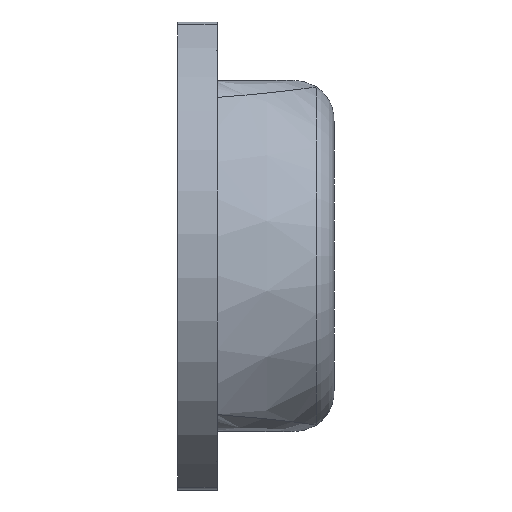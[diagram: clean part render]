
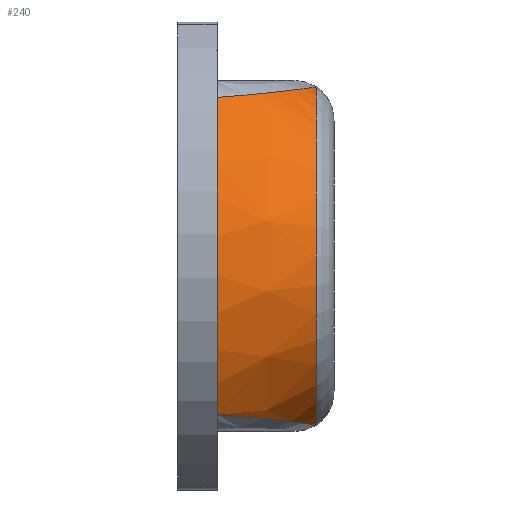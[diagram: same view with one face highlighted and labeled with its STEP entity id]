
A CAD part, left-side view. The second image highlights one B-rep face of the part: STEP entity #240.
In plain terms, the highlighted conical face has half-angle 33.139 degrees and reference radius 9.979 mm.
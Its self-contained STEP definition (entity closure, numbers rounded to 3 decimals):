
#2 = EDGE_CURVE ( 'NONE', #663, #493, #835, .T. ) ;
#107 = EDGE_LOOP ( 'NONE', ( #1360, #389, #368, #991 ) ) ;
#155 = CARTESIAN_POINT ( 'NONE',  ( 0., -5.32, -6.506 ) ) ;
#164 = DIRECTION ( 'NONE',  ( 0., 0., 1. ) ) ;
#174 = CARTESIAN_POINT ( 'NONE',  ( -5.698, -2.433, 6.173 ) ) ;
#219 = CARTESIAN_POINT ( 'NONE',  ( -4.211, -3.709, -6.295 ) ) ;
#220 = CARTESIAN_POINT ( 'NONE',  ( -1.311, -5.193, -6.486 ) ) ;
#223 = CARTESIAN_POINT ( 'NONE',  ( -6.616, -1.5, -6.102 ) ) ;
#240 = ADVANCED_FACE ( 'NONE', ( #678 ), #278, .T. ) ;
#278 = CONICAL_SURFACE ( 'NONE', #416, 9.979, 0.578 ) ;
#333 = EDGE_CURVE ( 'NONE', #493, #1164, #993, .T. ) ;
#348 = DIRECTION ( 'NONE',  ( 0., 1., 0. ) ) ;
#368 = ORIENTED_EDGE ( 'NONE', *, *, #2, .T. ) ;
#389 = ORIENTED_EDGE ( 'NONE', *, *, #968, .T. ) ;
#393 = DIRECTION ( 'NONE',  ( 0., 1., 0. ) ) ;
#397 = CARTESIAN_POINT ( 'NONE',  ( -1.311, -5.193, 6.486 ) ) ;
#411 = CARTESIAN_POINT ( 'NONE',  ( -2.541, -4.72, -6.418 ) ) ;
#415 = CARTESIAN_POINT ( 'NONE',  ( 0., -5.32, -6.506 ) ) ;
#416 = AXIS2_PLACEMENT_3D ( 'NONE', #1051, #393, #164 ) ;
#472 = CARTESIAN_POINT ( 'NONE',  ( -0.659, -5.32, -6.506 ) ) ;
#493 = VERTEX_POINT ( 'NONE', #1400 ) ;
#508 = CARTESIAN_POINT ( 'NONE',  ( -6.616, -1.5, -6.102 ) ) ;
#527 = CARTESIAN_POINT ( 'NONE',  ( -6.616, -1.5, 6.102 ) ) ;
#550 = CARTESIAN_POINT ( 'NONE',  ( -4.211, -3.709, 6.295 ) ) ;
#626 = CARTESIAN_POINT ( 'NONE',  ( -4.719, -3.303, 6.252 ) ) ;
#635 = CARTESIAN_POINT ( 'NONE',  ( -2.541, -4.72, 6.418 ) ) ;
#650 = CARTESIAN_POINT ( 'NONE',  ( 0., -5.32, 6.506 ) ) ;
#663 = VERTEX_POINT ( 'NONE', #415 ) ;
#669 = CARTESIAN_POINT ( 'NONE',  ( -6.616, -1.5, 6.102 ) ) ;
#678 = FACE_OUTER_BOUND ( 'NONE', #107, .T. ) ;
#679 = DIRECTION ( 'NONE',  ( 0., 0., -1. ) ) ;
#724 = B_SPLINE_CURVE_WITH_KNOTS ( 'NONE', 3,
 ( #508, #1447, #1332, #882, #219, #1297, #1073, #411, #1050, #220, #472, #155 ),
 .UNSPECIFIED., .F., .F.,
 ( 4, 2, 2, 2, 2, 4 ),
 ( 0., 0.002, 0.004, 0.005, 0.006, 0.008 ),
 .UNSPECIFIED. ) ;
#741 = CARTESIAN_POINT ( 'NONE',  ( -3.121, -4.416, 6.379 ) ) ;
#792 = CARTESIAN_POINT ( 'NONE',  ( 0., -5.32, 0. ) ) ;
#818 = EDGE_CURVE ( 'NONE', #856, #1164, #1124, .T. ) ;
#835 = CIRCLE ( 'NONE', #1075, 6.506 ) ;
#846 = CARTESIAN_POINT ( 'NONE',  ( -3.399, -4.249, 6.358 ) ) ;
#856 = VERTEX_POINT ( 'NONE', #223 ) ;
#882 = CARTESIAN_POINT ( 'NONE',  ( -4.719, -3.303, -6.252 ) ) ;
#947 = DIRECTION ( 'NONE',  ( 0., 1., 0. ) ) ;
#968 = EDGE_CURVE ( 'NONE', #856, #663, #724, .T. ) ;
#991 = ORIENTED_EDGE ( 'NONE', *, *, #333, .T. ) ;
#993 = B_SPLINE_CURVE_WITH_KNOTS ( 'NONE', 3,
 ( #650, #1090, #397, #1295, #635, #741, #846, #550, #626, #174, #998, #669 ),
 .UNSPECIFIED., .F., .F.,
 ( 4, 2, 2, 2, 2, 4 ),
 ( 0.008, 0.01, 0.011, 0.012, 0.014, 0.016 ),
 .UNSPECIFIED. ) ;
#998 = CARTESIAN_POINT ( 'NONE',  ( -6.164, -1.974, 6.136 ) ) ;
#1050 = CARTESIAN_POINT ( 'NONE',  ( -2.239, -4.856, -6.437 ) ) ;
#1051 = CARTESIAN_POINT ( 'NONE',  ( 0., 0., 0. ) ) ;
#1061 = DIRECTION ( 'NONE',  ( 0., 0., -1. ) ) ;
#1066 = CARTESIAN_POINT ( 'NONE',  ( 0., -1.5, 0. ) ) ;
#1073 = CARTESIAN_POINT ( 'NONE',  ( -3.121, -4.416, -6.379 ) ) ;
#1075 = AXIS2_PLACEMENT_3D ( 'NONE', #792, #348, #679 ) ;
#1090 = CARTESIAN_POINT ( 'NONE',  ( -0.659, -5.32, 6.506 ) ) ;
#1124 = CIRCLE ( 'NONE', #1243, 9. ) ;
#1164 = VERTEX_POINT ( 'NONE', #527 ) ;
#1243 = AXIS2_PLACEMENT_3D ( 'NONE', #1066, #947, #1061 ) ;
#1295 = CARTESIAN_POINT ( 'NONE',  ( -2.239, -4.856, 6.437 ) ) ;
#1297 = CARTESIAN_POINT ( 'NONE',  ( -3.399, -4.249, -6.358 ) ) ;
#1332 = CARTESIAN_POINT ( 'NONE',  ( -5.698, -2.433, -6.173 ) ) ;
#1360 = ORIENTED_EDGE ( 'NONE', *, *, #818, .F. ) ;
#1400 = CARTESIAN_POINT ( 'NONE',  ( 0., -5.32, 6.506 ) ) ;
#1447 = CARTESIAN_POINT ( 'NONE',  ( -6.164, -1.974, -6.136 ) ) ;
